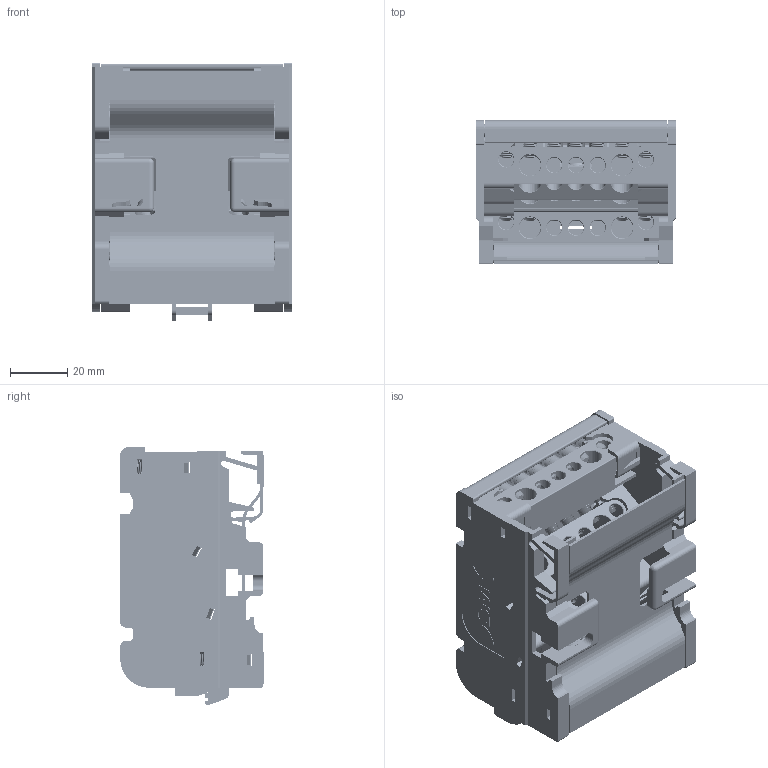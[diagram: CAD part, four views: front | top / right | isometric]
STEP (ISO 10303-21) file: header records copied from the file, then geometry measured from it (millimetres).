
FILE_DESCRIPTION (( 'STEP AP203' ), '1' );
FILE_NAME ('QM410007C.STEP', '2024-04-17T09:58:55', ( '' ), ( '' ), 'SwSTEP 2.0', 'SolidWorks 2022', '' );
FILE_SCHEMA (( 'CONFIG_CONTROL_DESIGN' ));
Length unit declared in the file: millimetre
Products named in the file (10): SG9907SX_logo grande; SABAR10007; SAVTCR510G; SC410007_SC9907; SG9907_7CON; SG9907DX_senza logo ; SABUS9907; SP9907_SP9907; SS9907_apertura foro; QM410007C
Assembly tree (21 placements, depth 3):
  QM410007C
    SG9907_7CON
      SG9907SX_logo grande
    SS9907_apertura foro  x4
    SABAR10007  x4
      SABUS9907
      SAVTCR510G
    SP9907_SP9907
    SC410007_SC9907
    SG9907DX_senza logo 
Bounding box: 69.7 x 50.15 x 90.21 mm (x, y, z)
Volume: 73430.1 mm3; surface area: 98067.8 mm2
Topology: 40 solids, 40 shells, 3368 faces, 9310 edges, 6014 vertices
Faces by surface type: plane 1561, cylinder 1286, bspline 293, cone 224, sphere 4
Entity records: 44387 total; most frequent: CARTESIAN_POINT 10484, ORIENTED_EDGE 7118, DIRECTION 6365, EDGE_CURVE 3559, LINE 2671, VECTOR 2671, VERTEX_POINT 2312, AXIS2_PLACEMENT_3D 1847
